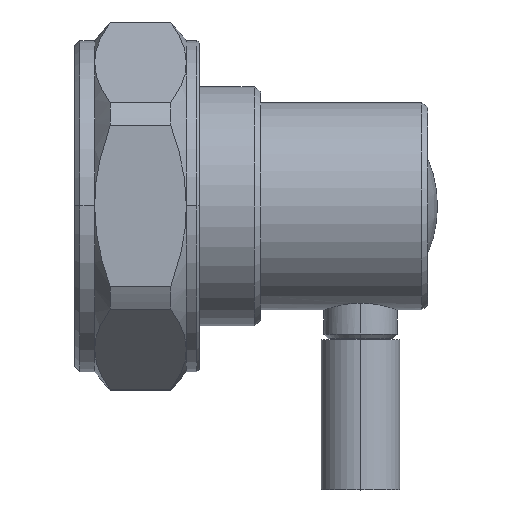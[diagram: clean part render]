
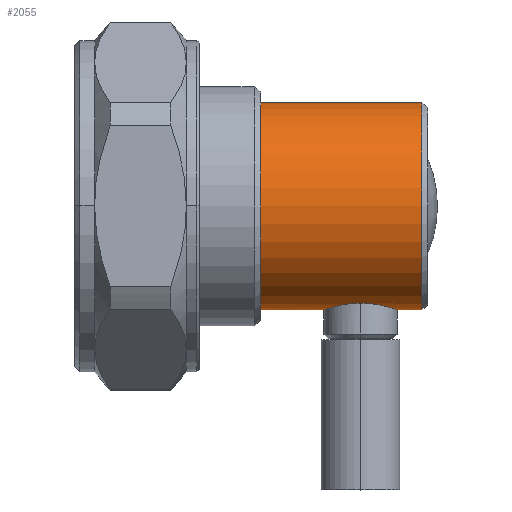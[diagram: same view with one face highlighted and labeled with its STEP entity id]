
A CAD part, top view. The second image highlights one B-rep face of the part: STEP entity #2055.
In plain terms, the highlighted cylindrical face has radius 10.021 mm (diameter 20.042 mm), a partial arc.
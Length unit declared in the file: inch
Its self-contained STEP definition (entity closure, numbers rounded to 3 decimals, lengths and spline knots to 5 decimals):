
#11 = EDGE_CURVE ( 'NONE', #1448, #2452, #3983, .T. ) ;
#15 = DIRECTION ( 'NONE',  ( 1., 0., 0. ) ) ;
#33 = CARTESIAN_POINT ( 'NONE',  ( -0.139, -0.39452, 0. ) ) ;
#40 = CARTESIAN_POINT ( 'NONE',  ( -0.11036, -0.38534, 0.08499 ) ) ;
#50 = CARTESIAN_POINT ( 'NONE',  ( 0.1381, -0.3942, 0.01823 ) ) ;
#51 = DIRECTION ( 'NONE',  ( 1., 0., 0. ) ) ;
#83 = CARTESIAN_POINT ( 'NONE',  ( -0.139, -0.39452, 0. ) ) ;
#96 = LINE ( 'NONE', #3263, #3523 ) ;
#101 = CARTESIAN_POINT ( 'NONE',  ( -0.1318, -0.39203, 0.04508 ) ) ;
#175 = EDGE_CURVE ( 'NONE', #1804, #1771, #3221, .T. ) ;
#360 = CARTESIAN_POINT ( 'NONE',  ( 0.0619, -0.37429, 0.12479 ) ) ;
#379 = CARTESIAN_POINT ( 'NONE',  ( 0.11104, -0.38536, 0.08553 ) ) ;
#411 = CARTESIAN_POINT ( 'NONE',  ( -0.1381, -0.3942, 0.01824 ) ) ;
#465 = CARTESIAN_POINT ( 'NONE',  ( 0.29243, -0.39452, 0. ) ) ;
#479 = DIRECTION ( 'NONE',  ( 0., 1., 0. ) ) ;
#504 = DIRECTION ( 'NONE',  ( 0., 1., 0. ) ) ;
#547 = VERTEX_POINT ( 'NONE', #3162 ) ;
#610 = DIRECTION ( 'NONE',  ( 1., 0., 0. ) ) ;
#648 = EDGE_CURVE ( 'NONE', #547, #2452, #924, .T. ) ;
#689 = CARTESIAN_POINT ( 'NONE',  ( -0.03619, -0.37089, 0.13451 ) ) ;
#783 = CARTESIAN_POINT ( 'NONE',  ( 0.23262, 0., 0. ) ) ;
#924 = LINE ( 'NONE', #1007, #1880 ) ;
#959 = ORIENTED_EDGE ( 'NONE', *, *, #648, .T. ) ;
#1007 = CARTESIAN_POINT ( 'NONE',  ( 0.29243, -0.39452, 0. ) ) ;
#1014 = DIRECTION ( 'NONE',  ( 0., 1., 0. ) ) ;
#1036 = AXIS2_PLACEMENT_3D ( 'NONE', #3004, #51, #1014 ) ;
#1063 = CARTESIAN_POINT ( 'NONE',  ( -0.139, -0.39452, 0.00916 ) ) ;
#1087 = CARTESIAN_POINT ( 'NONE',  ( -0.01836, -0.36957, 0.13808 ) ) ;
#1182 = ORIENTED_EDGE ( 'NONE', *, *, #175, .T. ) ;
#1329 = CARTESIAN_POINT ( 'NONE',  ( 0.13451, -0.39296, 0.03622 ) ) ;
#1354 = CARTESIAN_POINT ( 'NONE',  ( 0.139, -0.39452, 0.00916 ) ) ;
#1385 = CARTESIAN_POINT ( 'NONE',  ( -0.0848, -0.37877, 0.11051 ) ) ;
#1448 = VERTEX_POINT ( 'NONE', #1691 ) ;
#1503 = ORIENTED_EDGE ( 'NONE', *, *, #3018, .T. ) ;
#1563 = CARTESIAN_POINT ( 'NONE',  ( -0.37962, -0.39452, 0. ) ) ;
#1587 = B_SPLINE_CURVE_WITH_KNOTS ( 'NONE', 3,
 ( #83, #1063, #411, #2662, #101, #2009, #3313, #40, #2642, #2364, #1385, #2683, #3988, #3921, #689, #1087, #3669, #3946 ),
 .UNSPECIFIED., .F., .F.,
 ( 4, 2, 2, 2, 2, 2, 2, 2, 4 ),
 ( 0.01669, 0.01739, 0.01808, 0.01878, 0.01947, 0.02017, 0.02086, 0.02156, 0.02225 ),
 .UNSPECIFIED. ) ;
#1603 = CARTESIAN_POINT ( 'NONE',  ( 0.0451, -0.37188, 0.13179 ) ) ;
#1623 = CARTESIAN_POINT ( 'NONE',  ( 0.01836, -0.36957, 0.13808 ) ) ;
#1644 = CARTESIAN_POINT ( 'NONE',  ( 0., -0.36923, 0.139 ) ) ;
#1689 = CARTESIAN_POINT ( 'NONE',  ( 0.12137, -0.3886, 0.07014 ) ) ;
#1691 = CARTESIAN_POINT ( 'NONE',  ( 0.23262, 0.39452, 0. ) ) ;
#1762 = ORIENTED_EDGE ( 'NONE', *, *, #3495, .T. ) ;
#1771 = VERTEX_POINT ( 'NONE', #1563 ) ;
#1788 = ORIENTED_EDGE ( 'NONE', *, *, #11, .F. ) ;
#1804 = VERTEX_POINT ( 'NONE', #4192 ) ;
#1863 = EDGE_CURVE ( 'NONE', #3993, #547, #2928, .T. ) ;
#1880 = VECTOR ( 'NONE', #610, 39.37008 ) ;
#2009 = CARTESIAN_POINT ( 'NONE',  ( -0.12482, -0.38974, 0.06183 ) ) ;
#2055 = ADVANCED_FACE ( 'NONE', ( #2410 ), #3020, .T. ) ;
#2091 = AXIS2_PLACEMENT_3D ( 'NONE', #3722, #3403, #479 ) ;
#2148 = CARTESIAN_POINT ( 'NONE',  ( 0.23262, -0.39452, 0. ) ) ;
#2332 = CARTESIAN_POINT ( 'NONE',  ( 0.08491, -0.37879, 0.11042 ) ) ;
#2342 = CARTESIAN_POINT ( 'NONE',  ( 0., -0.36923, 0.139 ) ) ;
#2364 = CARTESIAN_POINT ( 'NONE',  ( -0.09189, -0.38044, 0.10468 ) ) ;
#2410 = FACE_OUTER_BOUND ( 'NONE', #2999, .T. ) ;
#2415 = DIRECTION ( 'NONE',  ( 1., 0., 0. ) ) ;
#2452 = VERTEX_POINT ( 'NONE', #2148 ) ;
#2642 = CARTESIAN_POINT ( 'NONE',  ( -0.10464, -0.38372, 0.09194 ) ) ;
#2653 = CARTESIAN_POINT ( 'NONE',  ( 0.139, -0.39452, 0. ) ) ;
#2662 = CARTESIAN_POINT ( 'NONE',  ( -0.1345, -0.39296, 0.03625 ) ) ;
#2683 = CARTESIAN_POINT ( 'NONE',  ( -0.0698, -0.37569, 0.12054 ) ) ;
#2748 = EDGE_CURVE ( 'NONE', #1804, #1448, #96, .T. ) ;
#2847 = VECTOR ( 'NONE', #3026, 39.37008 ) ;
#2928 = B_SPLINE_CURVE_WITH_KNOTS ( 'NONE', 3,
 ( #1644, #3303, #1623, #3639, #1603, #360, #3933, #2332, #3910, #379, #1689, #3892, #1329, #50, #1354, #2653 ),
 .UNSPECIFIED., .F., .F.,
 ( 4, 2, 2, 2, 2, 2, 2, 4 ),
 ( 0., 0.0007, 0.00139, 0.00209, 0.00278, 0.00417, 0.00487, 0.00557 ),
 .UNSPECIFIED. ) ;
#2999 = EDGE_LOOP ( 'NONE', ( #1182, #1503, #1762, #3335, #959, #1788, #3043 ) ) ;
#3004 = CARTESIAN_POINT ( 'NONE',  ( -0.37962, 0., 0. ) ) ;
#3018 = EDGE_CURVE ( 'NONE', #1771, #3926, #3704, .T. ) ;
#3020 = CYLINDRICAL_SURFACE ( 'NONE', #2091, 0.39452 ) ;
#3026 = DIRECTION ( 'NONE',  ( 1., 0., 0. ) ) ;
#3043 = ORIENTED_EDGE ( 'NONE', *, *, #2748, .F. ) ;
#3162 = CARTESIAN_POINT ( 'NONE',  ( 0.139, -0.39452, 0. ) ) ;
#3221 = CIRCLE ( 'NONE', #1036, 0.39452 ) ;
#3263 = CARTESIAN_POINT ( 'NONE',  ( 0.29243, 0.39452, 0. ) ) ;
#3303 = CARTESIAN_POINT ( 'NONE',  ( 0.00927, -0.36923, 0.139 ) ) ;
#3313 = CARTESIAN_POINT ( 'NONE',  ( -0.12049, -0.38836, 0.0699 ) ) ;
#3335 = ORIENTED_EDGE ( 'NONE', *, *, #1863, .T. ) ;
#3403 = DIRECTION ( 'NONE',  ( 1., 0., 0. ) ) ;
#3495 = EDGE_CURVE ( 'NONE', #3926, #3993, #1587, .T. ) ;
#3523 = VECTOR ( 'NONE', #15, 39.37008 ) ;
#3639 = CARTESIAN_POINT ( 'NONE',  ( 0.03623, -0.37089, 0.1345 ) ) ;
#3669 = CARTESIAN_POINT ( 'NONE',  ( -0.00926, -0.36923, 0.139 ) ) ;
#3704 = LINE ( 'NONE', #465, #2847 ) ;
#3722 = CARTESIAN_POINT ( 'NONE',  ( 0.29243, 0., 0. ) ) ;
#3849 = AXIS2_PLACEMENT_3D ( 'NONE', #783, #2415, #504 ) ;
#3892 = CARTESIAN_POINT ( 'NONE',  ( 0.1318, -0.39203, 0.04507 ) ) ;
#3910 = CARTESIAN_POINT ( 'NONE',  ( 0.09197, -0.38046, 0.10461 ) ) ;
#3921 = CARTESIAN_POINT ( 'NONE',  ( -0.04504, -0.37187, 0.13182 ) ) ;
#3926 = VERTEX_POINT ( 'NONE', #33 ) ;
#3933 = CARTESIAN_POINT ( 'NONE',  ( 0.06985, -0.3757, 0.12051 ) ) ;
#3946 = CARTESIAN_POINT ( 'NONE',  ( 0., -0.36923, 0.139 ) ) ;
#3983 = CIRCLE ( 'NONE', #3849, 0.39452 ) ;
#3988 = CARTESIAN_POINT ( 'NONE',  ( -0.06186, -0.37428, 0.12481 ) ) ;
#3993 = VERTEX_POINT ( 'NONE', #2342 ) ;
#4192 = CARTESIAN_POINT ( 'NONE',  ( -0.37962, 0.39452, 0. ) ) ;
